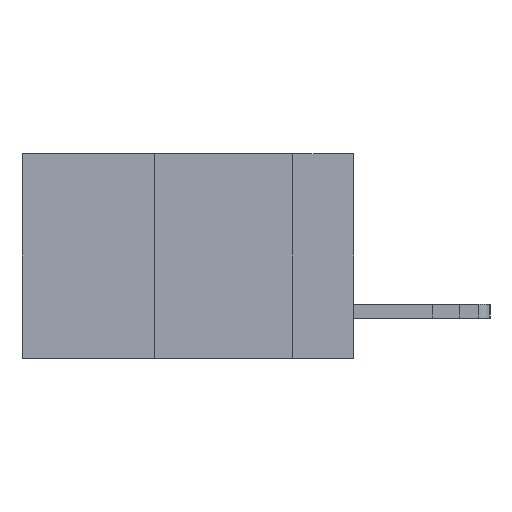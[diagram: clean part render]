
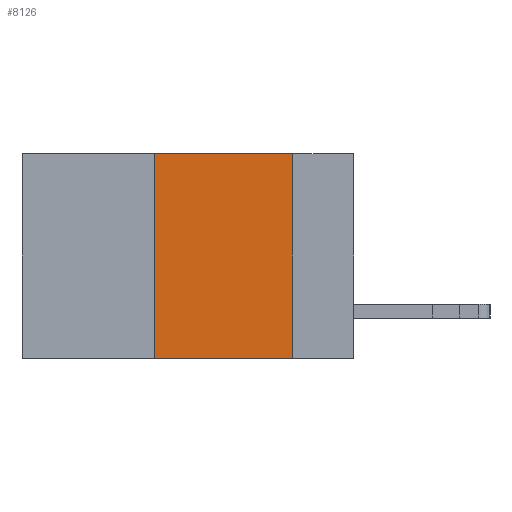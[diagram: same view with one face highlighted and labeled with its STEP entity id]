
A CAD part, left-side view. The second image highlights one B-rep face of the part: STEP entity #8126.
In plain terms, the highlighted planar face has unit normal (-1, 0, 0).
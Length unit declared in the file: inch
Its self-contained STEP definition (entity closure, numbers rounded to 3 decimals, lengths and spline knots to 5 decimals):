
#219 = LINE ( 'NONE', #5949, #12538 ) ;
#238 = VECTOR ( 'NONE', #4168, 39.37008 ) ;
#2089 = CARTESIAN_POINT ( 'NONE',  ( 0., 0.36, 0. ) ) ;
#3221 = VERTEX_POINT ( 'NONE', #6029 ) ;
#3242 = VERTEX_POINT ( 'NONE', #17668 ) ;
#3945 = VECTOR ( 'NONE', #4968, 39.37008 ) ;
#4071 = CARTESIAN_POINT ( 'NONE',  ( 0., 0.11, 0. ) ) ;
#4168 = DIRECTION ( 'NONE',  ( 0., 0., -1. ) ) ;
#4319 = LINE ( 'NONE', #16029, #14473 ) ;
#4905 = CARTESIAN_POINT ( 'NONE',  ( 0., 0.11, -0.37 ) ) ;
#4968 = DIRECTION ( 'NONE',  ( 0., 0., 1. ) ) ;
#5546 = ORIENTED_EDGE ( 'NONE', *, *, #11377, .F. ) ;
#5734 = DIRECTION ( 'NONE',  ( 0., 0., -1. ) ) ;
#5949 = CARTESIAN_POINT ( 'NONE',  ( 0., 0.6, -0.37 ) ) ;
#6029 = CARTESIAN_POINT ( 'NONE',  ( 0., 0.11, 0. ) ) ;
#6514 = EDGE_CURVE ( 'NONE', #3242, #17359, #219, .T. ) ;
#7238 = DIRECTION ( 'NONE',  ( 1., 0., 0. ) ) ;
#7385 = VERTEX_POINT ( 'NONE', #16477 ) ;
#7422 = PLANE ( 'NONE',  #12033 ) ;
#8126 = ADVANCED_FACE ( 'NONE', ( #11667 ), #7422, .F. ) ;
#8183 = EDGE_CURVE ( 'NONE', #7385, #3221, #4319, .T. ) ;
#8598 = LINE ( 'NONE', #4071, #238 ) ;
#11047 = ORIENTED_EDGE ( 'NONE', *, *, #17063, .F. ) ;
#11363 = EDGE_LOOP ( 'NONE', ( #11047, #16432, #5546, #14331 ) ) ;
#11377 = EDGE_CURVE ( 'NONE', #3242, #7385, #15016, .T. ) ;
#11667 = FACE_OUTER_BOUND ( 'NONE', #11363, .T. ) ;
#12033 = AXIS2_PLACEMENT_3D ( 'NONE', #18608, #7238, #5734 ) ;
#12538 = VECTOR ( 'NONE', #17483, 39.37008 ) ;
#13184 = DIRECTION ( 'NONE',  ( 0., -1., 0. ) ) ;
#14331 = ORIENTED_EDGE ( 'NONE', *, *, #6514, .T. ) ;
#14473 = VECTOR ( 'NONE', #13184, 39.37008 ) ;
#15016 = LINE ( 'NONE', #2089, #3945 ) ;
#16029 = CARTESIAN_POINT ( 'NONE',  ( 0., 0.6, 0. ) ) ;
#16432 = ORIENTED_EDGE ( 'NONE', *, *, #8183, .F. ) ;
#16477 = CARTESIAN_POINT ( 'NONE',  ( 0., 0.36, 0. ) ) ;
#17063 = EDGE_CURVE ( 'NONE', #3221, #17359, #8598, .T. ) ;
#17359 = VERTEX_POINT ( 'NONE', #4905 ) ;
#17483 = DIRECTION ( 'NONE',  ( 0., -1., 0. ) ) ;
#17668 = CARTESIAN_POINT ( 'NONE',  ( 0., 0.36, -0.37 ) ) ;
#18608 = CARTESIAN_POINT ( 'NONE',  ( 0., 0.6, 0. ) ) ;
